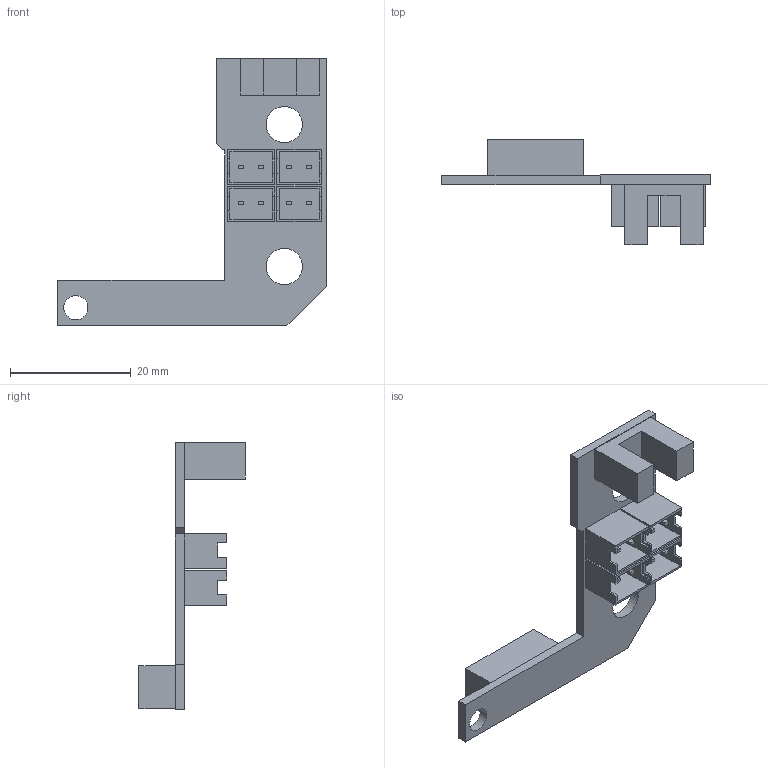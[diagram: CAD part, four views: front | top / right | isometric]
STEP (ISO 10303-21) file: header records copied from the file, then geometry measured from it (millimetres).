
FILE_DESCRIPTION(/* description */ (''),/* implementation_level */ '2;1');
FILE_NAME(/* name */ 'hotend board.stp',/* time_stamp */ '2020-11-19T20:24:12+03:00',/* author */ ('Max'),/* organization */ (''),/* preprocessor_version */ 'ST-DEVELOPER v16.5',/* originating_system */ 'Autodesk Inventor 2017',/* authorisation */ '');
FILE_SCHEMA (('AUTOMOTIVE_DESIGN { 1 0 10303 214 3 1 1 }'));
Length unit declared in the file: millimetre
Products named in the file (1): плата \X2\0445043E0442044D043D0434

Bounding box: 44.45 x 17.56 x 44.31 mm (x, y, z)
Volume: 2531.5 mm3; surface area: 4494.9 mm2
Topology: 1 solids, 1 shells, 202 faces, 519 edges, 346 vertices
Faces by surface type: plane 199, cylinder 3
Full cylindrical faces by diameter (mm): 4 x1, 6 x2
Entity records: 6238 total; most frequent: CARTESIAN_POINT 1065, ORIENTED_EDGE 1032, DIRECTION 928, EDGE_CURVE 516, LINE 510, VECTOR 510, VERTEX_POINT 346, EDGE_LOOP 238
